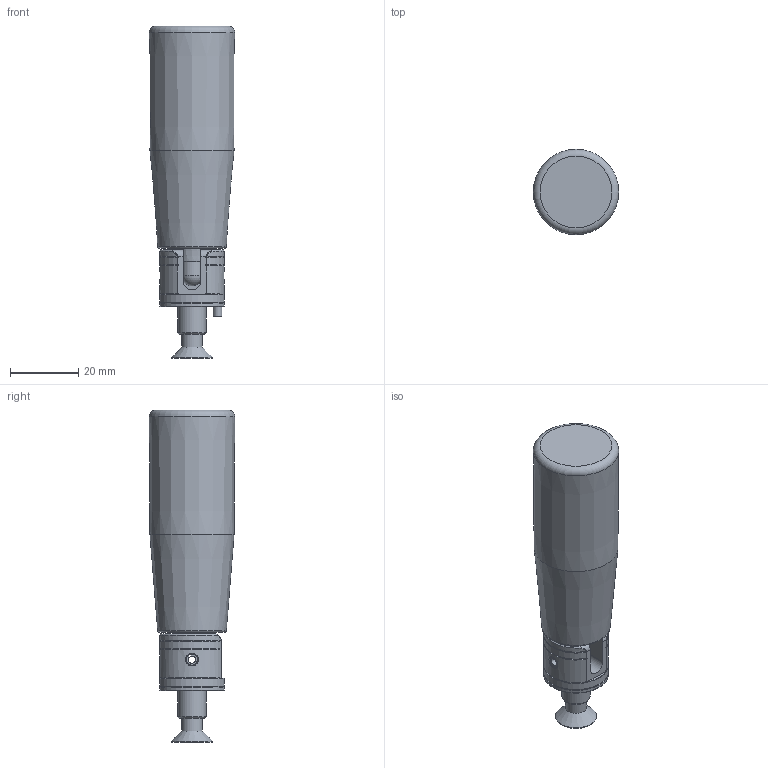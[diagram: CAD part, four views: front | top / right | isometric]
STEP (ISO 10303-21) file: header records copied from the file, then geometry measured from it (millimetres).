
FILE_DESCRIPTION( ( 'Unknown' ), '1' );
FILE_NAME( '6151010_MGR25x65.stp', 'Unknown', ( 'Unknown' ), ( 'Unknown' ), 'PSStep 11.0', 'Unknown', ' ' );
FILE_SCHEMA( ( 'AUTOMOTIVE_DESIGN { 1 0 10303 214 1 1 1 1 }' ) );
Length unit declared in the file: millimetre
Products named in the file (2): 1833029
Bounding box: 24.98 x 24.98 x 97.1 mm (x, y, z)
Volume: 32310.6 mm3; surface area: 11835.3 mm2
Topology: 2 solids, 3 shells, 110 faces, 273 edges, 172 vertices
Faces by surface type: plane 52, cylinder 32, cone 11, torus 9, bspline 5, sphere 1
Full cylindrical faces by diameter (mm): 2.5 x1, 3.25 x2, 3.5 x1, 6 x2, 6.1 x1, 6.4 x2, 6.5 x1, 8.31 x1, 9 x1, 9.339 x1, 10 x1, 10.7 x1, 10.716 x1, 12 x1, 12.682 x1, 19 x2
Entity records: 4981 total; most frequent: CARTESIAN_POINT 1728, DIRECTION 486, ORIENTED_EDGE 430, EDGE_CURVE 215, AXIS2_PLACEMENT_3D 198, EDGE_LOOP 166, VERTEX_POINT 153, FACE_OUTER_BOUND 139
